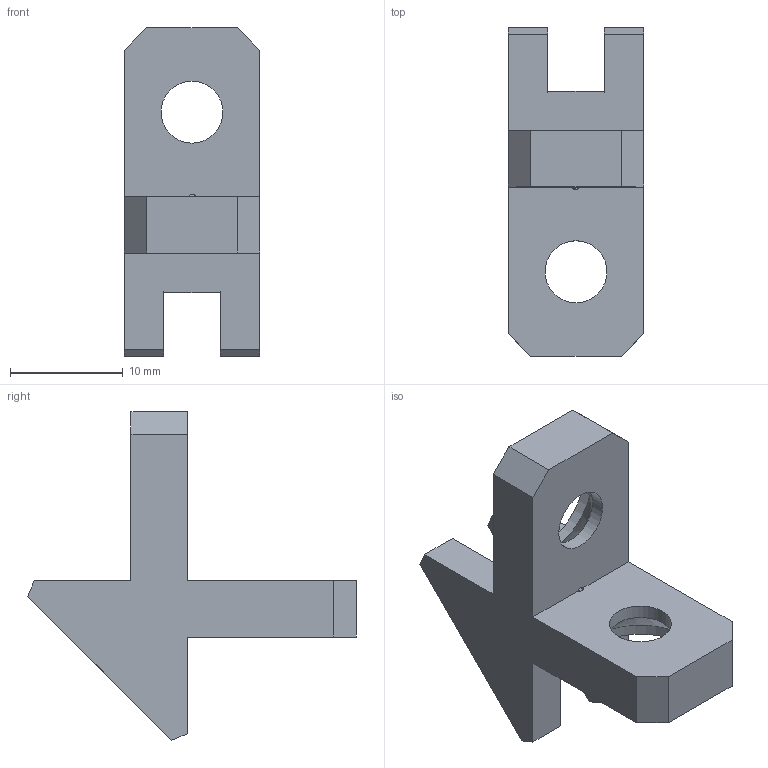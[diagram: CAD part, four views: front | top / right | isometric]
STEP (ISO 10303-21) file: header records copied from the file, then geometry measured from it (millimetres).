
FILE_DESCRIPTION(('FreeCAD Model'),'2;1');
FILE_NAME('Open CASCADE Shape Model','2024-12-02T15:33:11',(''),(''), 'Open CASCADE STEP processor 7.6','FreeCAD','Unknown');
FILE_SCHEMA(('AUTOMOTIVE_DESIGN { 1 0 10303 214 1 1 1 1 }'));
Length unit declared in the file: millimetre
Products named in the file (1): Тіло005
Bounding box: 12 x 29.17 x 29.17 mm (x, y, z)
Volume: 2081.4 mm3; surface area: 2032.6 mm2
Topology: 1 solids, 1 shells, 76 faces, 192 edges, 122 vertices
Faces by surface type: bspline 36, plane 24, cylinder 10, cone 6
Full cylindrical faces by diameter (mm): 4.224 x5, 5.5 x2, 11 x2
Entity records: 5565 total; most frequent: CARTESIAN_POINT 3984, ORIENTED_EDGE 384, DIRECTION 199, EDGE_CURVE 192, VERTEX_POINT 122, B_SPLINE_CURVE_WITH_KNOTS 93, FACE_BOUND 86, EDGE_LOOP 86
